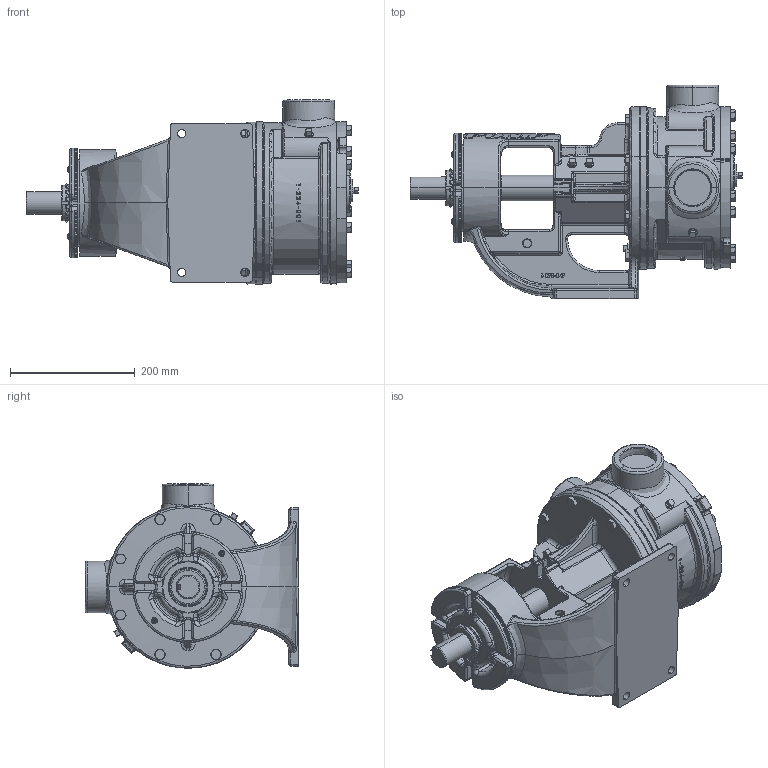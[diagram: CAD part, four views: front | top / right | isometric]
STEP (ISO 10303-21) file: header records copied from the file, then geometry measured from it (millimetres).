
FILE_DESCRIPTION (( 'STEP AP214' ), '1' );
FILE_NAME ('L124AE.STEP', '2016-08-09T18:20:30', ( '' ), ( '' ), 'SwSTEP 2.0', 'SolidWorks 2015', '' );
FILE_SCHEMA (( 'AUTOMOTIVE_DESIGN' ));
Length unit declared in the file: inch
Products named in the file (2): L124AE
Bounding box: 532.97 x 342.9 x 295.66 mm (x, y, z)
Volume: 12456192.5 mm3; surface area: 711742.5 mm2
Topology: 1 solids, 1 shells, 2607 faces, 6594 edges, 4005 vertices
Faces by surface type: plane 742, cylinder 730, bspline 591, cone 354, torus 121, sphere 69
Entity records: 173242 total; most frequent: CARTESIAN_POINT 94284, ORIENTED_EDGE 13056, DIRECTION 10795, EDGE_CURVE 6528, AXIS2_PLACEMENT_3D 4482, VERTEX_POINT 4003, EDGE_LOOP 2705, FACE_OUTER_BOUND 2607
